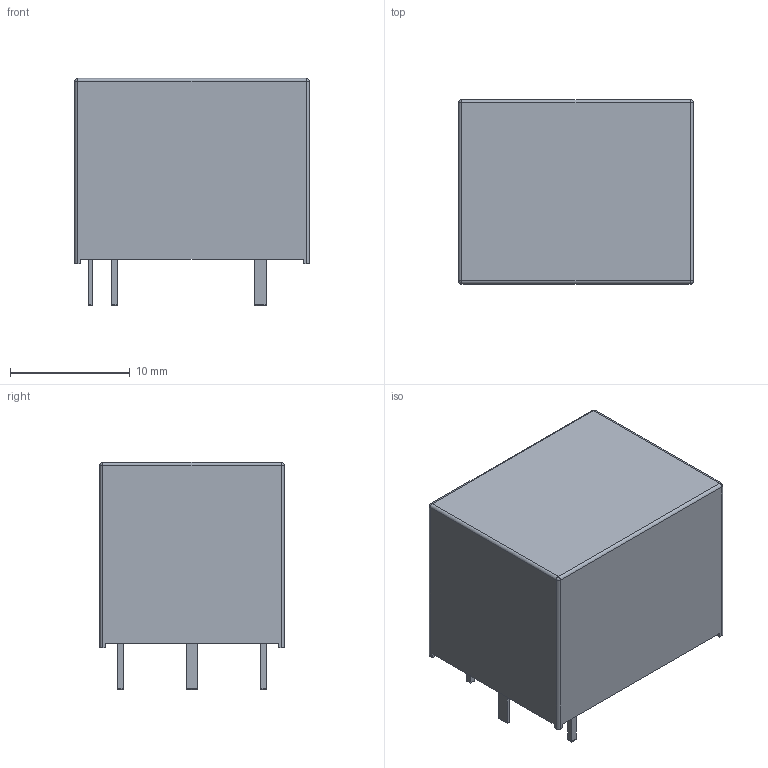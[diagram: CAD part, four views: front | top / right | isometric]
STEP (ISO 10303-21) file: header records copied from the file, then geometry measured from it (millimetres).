
FILE_DESCRIPTION(/* description */ ('model of Relay_SPST_SANYOU_SRD_Series_Form_B'),/* implementation_level */ '2;1');
FILE_NAME(/* name */ 'Relay_SPST_SANYOU_SRD_Series_Form_B.step',/* time_stamp */ '2019-06-01T13:28:26',/* author */ ('kicad StepUp','ksu'),/* organization */ ('FreeCAD'),/* preprocessor_version */ 'OCC',/* originating_system */ 'kicad StepUp',/* authorisation */ '');
FILE_SCHEMA(('AUTOMOTIVE_DESIGN { 1 0 10303 214 1 1 1 1 }'));
Length unit declared in the file: millimetre
Products named in the file (1): Relay_SPST_SANYOU_SRD_Series_Form_B
Bounding box: 19.6 x 15.4 x 19 mm (x, y, z)
Volume: 4566.7 mm3; surface area: 1686.2 mm2
Topology: 1 solids, 1 shells, 66 faces, 156 edges, 92 vertices
Faces by surface type: plane 38, cylinder 24, sphere 4
Entity records: 2299 total; most frequent: DIRECTION 318, CARTESIAN_POINT 311, ORIENTED_EDGE 304, EDGE_CURVE 152, LINE 120, VECTOR 120, AXIS2_PLACEMENT_3D 99, VERTEX_POINT 92
